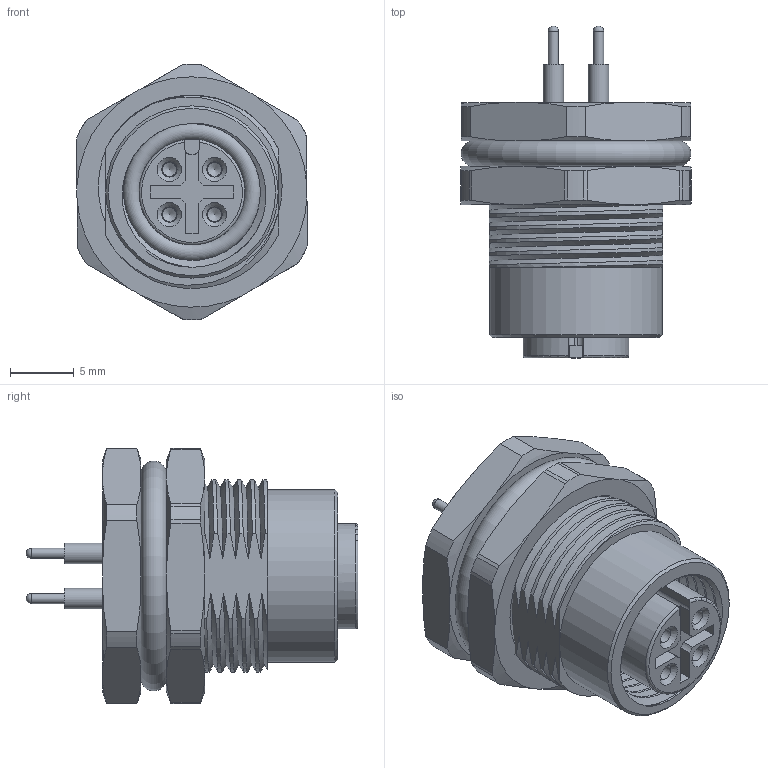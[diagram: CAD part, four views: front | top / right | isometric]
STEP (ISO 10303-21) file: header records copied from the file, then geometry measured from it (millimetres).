
FILE_DESCRIPTION(/* description */ ('Unknown'),/* implementation_level */ '2;1');
FILE_NAME(/* name */ '643260100604',/* time_stamp */ '2024-07-09T15:33:28+02:00',/* author */ ('Unknown'),/* organization */ ('Unknown'),/* preprocessor_version */ 'ST-DEVELOPER v19.4',/* originating_system */ 'Solid Edge',/* authorisation */ 'Unknown');
FILE_SCHEMA (('AUTOMOTIVE_DESIGN {1 0 10303 214 3 1 1}'));
Length unit declared in the file: millimetre
Products named in the file (8): 6432601004xx; 6432601004xx_Shell; 643260100404; 643xx01004xx_Panel O-Ring; 643xx01004xx_Panel Nut; 643xx01004xx_Mating O-Ring; 6432201004xx_Pin; 6432601004xx_Glue
Assembly tree (10 placements, depth 2):
  6432601004xx
    6432601004xx_Shell
    643260100404
    643xx01004xx_Panel O-Ring
    643xx01004xx_Panel Nut
    643xx01004xx_Mating O-Ring
    6432201004xx_Pin  x4
    6432601004xx_Glue
Bounding box: 18.07 x 26 x 20 mm (x, y, z)
Volume: 3438.9 mm3; surface area: 5665.3 mm2
Topology: 10 solids, 10 shells, 445 faces, 1106 edges, 723 vertices
Faces by surface type: plane 176, cylinder 141, cone 47, bspline 43, torus 34, sphere 4
Full cylindrical faces by diameter (mm): 0.8 x4, 1.1 x4, 1.2 x4, 1.3 x4, 1.6 x12, 1.7 x20, 1.8 x16, 1.9 x8, 8.3 x1, 8.74 x2, 9.14 x1, 9.25 x1, 10.58 x1, 10.72 x8, 11 x2, 11.1 x1, 13.5 x2
Entity records: 27751 total; most frequent: CARTESIAN_POINT 20883, ORIENTED_EDGE 1416, DIRECTION 1243, EDGE_CURVE 708, VERTEX_POINT 500, AXIS2_PLACEMENT_3D 490, FACE_BOUND 406, EDGE_LOOP 403
